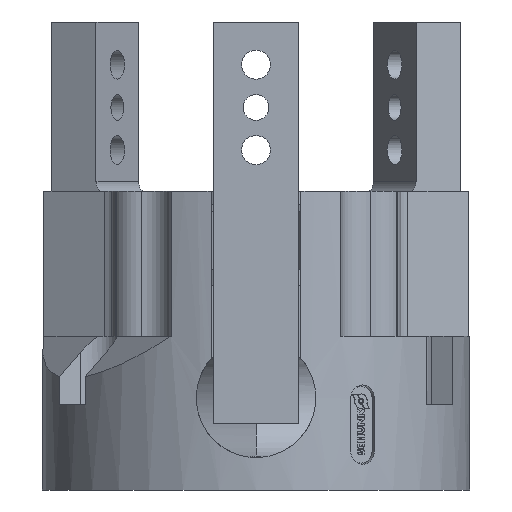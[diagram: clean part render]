
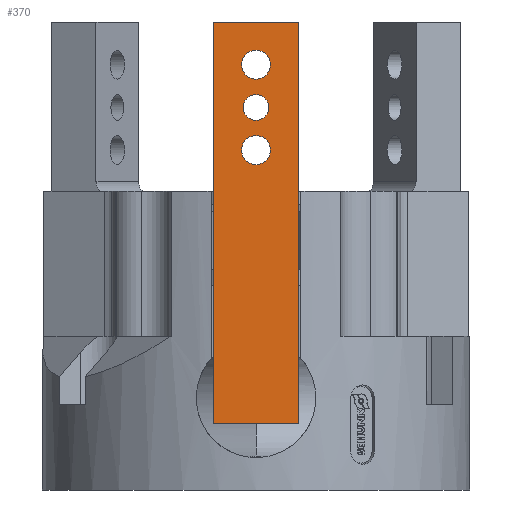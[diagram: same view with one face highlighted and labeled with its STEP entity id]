
A CAD part, left-side view. The second image highlights one B-rep face of the part: STEP entity #370.
In plain terms, the highlighted face is planar.
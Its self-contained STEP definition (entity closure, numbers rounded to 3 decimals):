
#370 = ADVANCED_FACE( '', ( #862, #863, #864, #865 ), #866, .F. );
#862 = FACE_BOUND( '', #1523, .T. );
#863 = FACE_BOUND( '', #1524, .T. );
#864 = FACE_BOUND( '', #1525, .T. );
#865 = FACE_OUTER_BOUND( '', #1526, .T. );
#866 = PLANE( '', #1527 );
#1523 = EDGE_LOOP( '', ( #2388 ) );
#1524 = EDGE_LOOP( '', ( #2389 ) );
#1525 = EDGE_LOOP( '', ( #2390 ) );
#1526 = EDGE_LOOP( '', ( #2391, #2392, #2393, #2394 ) );
#1527 = AXIS2_PLACEMENT_3D( '', #2395, #2396, #2397 );
#2388 = ORIENTED_EDGE( '', *, *, #4040, .F. );
#2389 = ORIENTED_EDGE( '', *, *, #3847, .F. );
#2390 = ORIENTED_EDGE( '', *, *, #4041, .F. );
#2391 = ORIENTED_EDGE( '', *, *, #4042, .T. );
#2392 = ORIENTED_EDGE( '', *, *, #4043, .F. );
#2393 = ORIENTED_EDGE( '', *, *, #4044, .F. );
#2394 = ORIENTED_EDGE( '', *, *, #3844, .T. );
#2395 = CARTESIAN_POINT( '', ( 0., 0., 5. ) );
#2396 = DIRECTION( '', ( 0., 1., 0. ) );
#2397 = DIRECTION( '', ( 0., 0., 1. ) );
#3844 = EDGE_CURVE( '', #4555, #4553, #4556, .T. );
#3847 = EDGE_CURVE( '', #4559, #4559, #4560, .F. );
#4040 = EDGE_CURVE( '', #4903, #4903, #4904, .F. );
#4041 = EDGE_CURVE( '', #4905, #4905, #4906, .F. );
#4042 = EDGE_CURVE( '', #4553, #4907, #4908, .T. );
#4043 = EDGE_CURVE( '', #4909, #4907, #4910, .T. );
#4044 = EDGE_CURVE( '', #4555, #4909, #4911, .T. );
#4553 = VERTEX_POINT( '', #5656 );
#4555 = VERTEX_POINT( '', #5659 );
#4556 = LINE( '', #5660, #5661 );
#4559 = VERTEX_POINT( '', #5665 );
#4560 = CIRCLE( '', #5666, 1.5 );
#4903 = VERTEX_POINT( '', #6388 );
#4904 = CIRCLE( '', #6389, 1.7 );
#4905 = VERTEX_POINT( '', #6390 );
#4906 = CIRCLE( '', #6391, 1.7 );
#4907 = VERTEX_POINT( '', #6392 );
#4908 = LINE( '', #6393, #6394 );
#4909 = VERTEX_POINT( '', #6395 );
#4910 = LINE( '', #6396, #6397 );
#4911 = LINE( '', #6398, #6399 );
#5656 = CARTESIAN_POINT( '', ( 0., 0., -5. ) );
#5659 = CARTESIAN_POINT( '', ( 0., 0., 5. ) );
#5660 = CARTESIAN_POINT( '', ( 0., 0., 5. ) );
#5661 = VECTOR( '', #7438, 1000. );
#5665 = CARTESIAN_POINT( '', ( 10., 0., 1.5 ) );
#5666 = AXIS2_PLACEMENT_3D( '', #7440, #7441, #7442 );
#6388 = CARTESIAN_POINT( '', ( 15., 0., 1.7 ) );
#6389 = AXIS2_PLACEMENT_3D( '', #7710, #7711, #7712 );
#6390 = CARTESIAN_POINT( '', ( 5., 0., 1.7 ) );
#6391 = AXIS2_PLACEMENT_3D( '', #7713, #7714, #7715 );
#6392 = CARTESIAN_POINT( '', ( 47., 0., -5. ) );
#6393 = CARTESIAN_POINT( '', ( 0., 0., -5. ) );
#6394 = VECTOR( '', #7716, 1000. );
#6395 = CARTESIAN_POINT( '', ( 47., 0., 5. ) );
#6396 = CARTESIAN_POINT( '', ( 47., 0., 5. ) );
#6397 = VECTOR( '', #7717, 1000. );
#6398 = CARTESIAN_POINT( '', ( 0., 0., 5. ) );
#6399 = VECTOR( '', #7718, 1000. );
#7438 = DIRECTION( '', ( 0., 0., -1. ) );
#7440 = CARTESIAN_POINT( '', ( 10., 0., 0. ) );
#7441 = DIRECTION( '', ( 0., 1., 0. ) );
#7442 = DIRECTION( '', ( 0., 0., 1. ) );
#7710 = CARTESIAN_POINT( '', ( 15., 0., 0. ) );
#7711 = DIRECTION( '', ( 0., 1., 0. ) );
#7712 = DIRECTION( '', ( 0., 0., 1. ) );
#7713 = CARTESIAN_POINT( '', ( 5., 0., 0. ) );
#7714 = DIRECTION( '', ( 0., 1., 0. ) );
#7715 = DIRECTION( '', ( 0., 0., 1. ) );
#7716 = DIRECTION( '', ( 1., 0., 0. ) );
#7717 = DIRECTION( '', ( 0., 0., -1. ) );
#7718 = DIRECTION( '', ( 1., 0., 0. ) );
